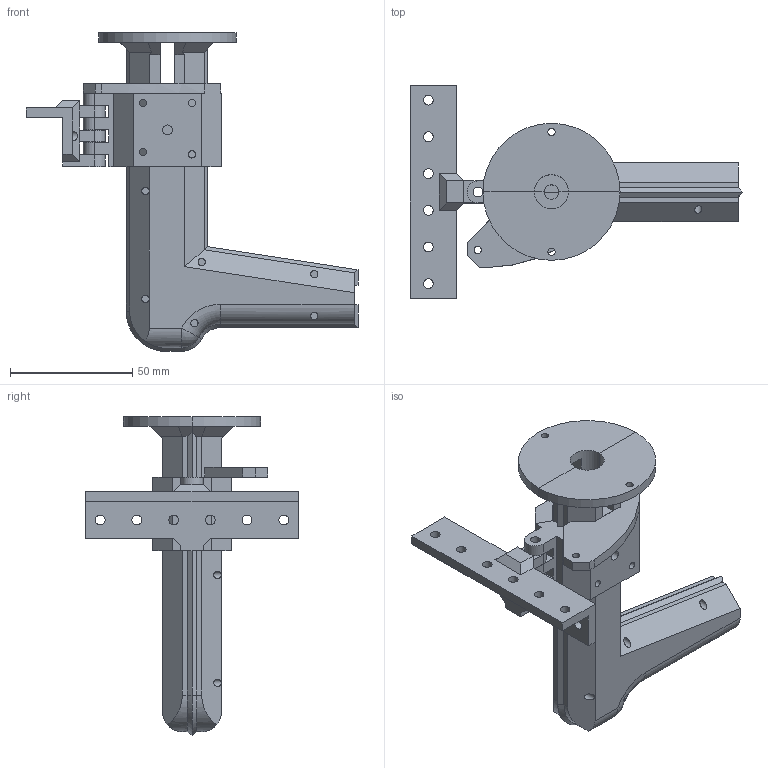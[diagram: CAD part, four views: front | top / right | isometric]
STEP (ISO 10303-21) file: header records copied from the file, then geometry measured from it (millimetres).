
FILE_DESCRIPTION(('HOOPS Exchange Step'),'2;1');
FILE_NAME('temp_export','2021-09-09T11:42:31-05:00',('mobile'),('Shapr3D Limited'),'HOOPS Exchange 2021.1','Shapr3D','Authorized');
FILE_SCHEMA( ('AP203_CONFIGURATION_CONTROLLED_3D_DESIGN_OF_MECHANICAL_PARTS_AND_ASSEMBLIES_MIM_LF') );
Length unit declared in the file: millimetre
Products named in the file (2): 0; F001226F-4860-40BC-AE33-23CA132E58EB.tmp
Assembly tree (1 placements, depth 2):
  F001226F-4860-40BC-AE33-23CA132E58EB.tmp
    0
Bounding box: 135.64 x 87 x 130.25 mm (x, y, z)
Volume: 137350.9 mm3; surface area: 59073.7 mm2
Topology: 5 solids, 5 shells, 283 faces, 815 edges, 536 vertices
Faces by surface type: plane 183, cylinder 86, cone 8, torus 2, sphere 2, bspline 2
Full cylindrical faces by diameter (mm): 3 x18, 4 x20
Entity records: 10028 total; most frequent: CARTESIAN_POINT 2196, ORIENTED_EDGE 1626, DIRECTION 1601, EDGE_CURVE 813, VECTOR 563, LINE 563, VERTEX_POINT 536, AXIS2_PLACEMENT_3D 519
